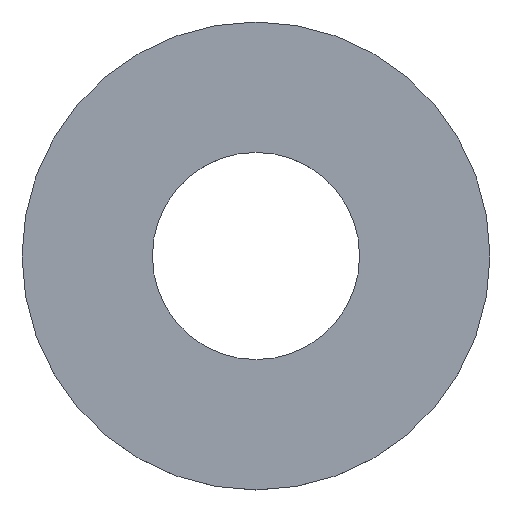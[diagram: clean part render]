
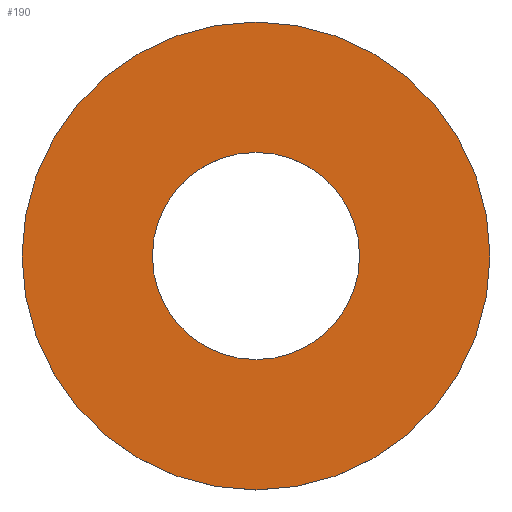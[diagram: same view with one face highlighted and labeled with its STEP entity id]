
A CAD part, top view. The second image highlights one B-rep face of the part: STEP entity #190.
In plain terms, the highlighted planar face has unit normal (0, 0, 1).
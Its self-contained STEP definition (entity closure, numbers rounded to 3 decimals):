
#1 = VERTEX_POINT ( 'NONE', #99 ) ;
#4 = EDGE_CURVE ( 'NONE', #32, #185, #95, .T. ) ;
#6 = EDGE_LOOP ( 'NONE', ( #199, #105 ) ) ;
#18 = ORIENTED_EDGE ( 'NONE', *, *, #149, .T. ) ;
#20 = EDGE_CURVE ( 'NONE', #1, #107, #123, .T. ) ;
#29 = DIRECTION ( 'NONE',  ( 1., 0., 0. ) ) ;
#32 = VERTEX_POINT ( 'NONE', #108 ) ;
#34 = ORIENTED_EDGE ( 'NONE', *, *, #20, .T. ) ;
#40 = DIRECTION ( 'NONE',  ( 1., 0., 0. ) ) ;
#42 = DIRECTION ( 'NONE',  ( 0., 0., 1. ) ) ;
#48 = FACE_BOUND ( 'NONE', #6, .T. ) ;
#63 = CARTESIAN_POINT ( 'NONE',  ( 0., 0., 0. ) ) ;
#67 = CIRCLE ( 'NONE', #70, 3.1 ) ;
#70 = AXIS2_PLACEMENT_3D ( 'NONE', #63, #127, #166 ) ;
#76 = DIRECTION ( 'NONE',  ( 1., 0., 0. ) ) ;
#80 = AXIS2_PLACEMENT_3D ( 'NONE', #112, #183, #29 ) ;
#84 = FACE_OUTER_BOUND ( 'NONE', #195, .T. ) ;
#86 = CARTESIAN_POINT ( 'NONE',  ( -7., 0., 0. ) ) ;
#92 = AXIS2_PLACEMENT_3D ( 'NONE', #163, #165, #76 ) ;
#95 = CIRCLE ( 'NONE', #151, 3.1 ) ;
#99 = CARTESIAN_POINT ( 'NONE',  ( 7., 0., 0. ) ) ;
#105 = ORIENTED_EDGE ( 'NONE', *, *, #4, .F. ) ;
#107 = VERTEX_POINT ( 'NONE', #86 ) ;
#108 = CARTESIAN_POINT ( 'NONE',  ( -3.1, 0., 0. ) ) ;
#112 = CARTESIAN_POINT ( 'NONE',  ( 0., 0., 0. ) ) ;
#123 = CIRCLE ( 'NONE', #92, 7. ) ;
#127 = DIRECTION ( 'NONE',  ( 0., 0., 1. ) ) ;
#129 = CARTESIAN_POINT ( 'NONE',  ( 3.1, 0., 0. ) ) ;
#133 = DIRECTION ( 'NONE',  ( 1., 0., 0. ) ) ;
#149 = EDGE_CURVE ( 'NONE', #107, #1, #187, .T. ) ;
#151 = AXIS2_PLACEMENT_3D ( 'NONE', #202, #42, #40 ) ;
#152 = CARTESIAN_POINT ( 'NONE',  ( 0., 0., 0. ) ) ;
#154 = AXIS2_PLACEMENT_3D ( 'NONE', #152, #212, #133 ) ;
#163 = CARTESIAN_POINT ( 'NONE',  ( 0., 0., 0. ) ) ;
#165 = DIRECTION ( 'NONE',  ( 0., 0., 1. ) ) ;
#166 = DIRECTION ( 'NONE',  ( 1., 0., 0. ) ) ;
#171 = EDGE_CURVE ( 'NONE', #185, #32, #67, .T. ) ;
#183 = DIRECTION ( 'NONE',  ( 0., 0., 1. ) ) ;
#185 = VERTEX_POINT ( 'NONE', #129 ) ;
#187 = CIRCLE ( 'NONE', #154, 7. ) ;
#190 = ADVANCED_FACE ( 'NONE', ( #48, #84 ), #192, .T. ) ;
#192 = PLANE ( 'NONE',  #80 ) ;
#195 = EDGE_LOOP ( 'NONE', ( #34, #18 ) ) ;
#199 = ORIENTED_EDGE ( 'NONE', *, *, #171, .F. ) ;
#202 = CARTESIAN_POINT ( 'NONE',  ( 0., 0., 0. ) ) ;
#212 = DIRECTION ( 'NONE',  ( 0., 0., 1. ) ) ;
